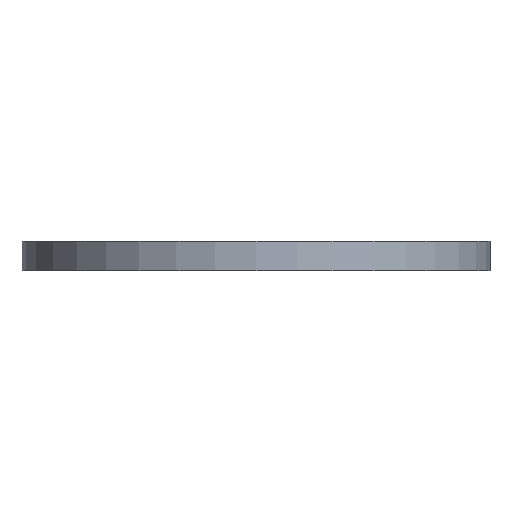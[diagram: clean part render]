
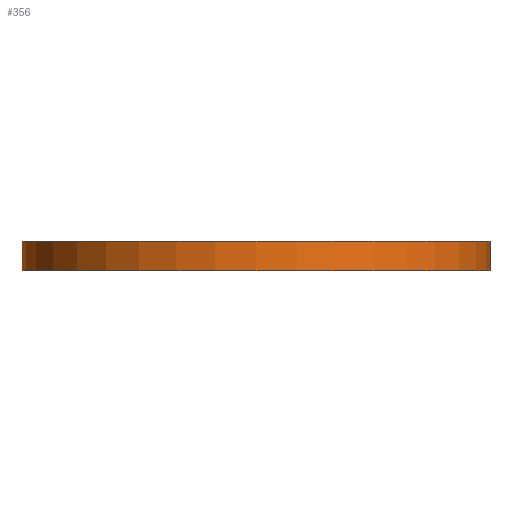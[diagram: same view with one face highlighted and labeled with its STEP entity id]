
A CAD part, front view. The second image highlights one B-rep face of the part: STEP entity #356.
In plain terms, the highlighted cylindrical face has radius 15.875 mm (diameter 31.75 mm), a partial arc.
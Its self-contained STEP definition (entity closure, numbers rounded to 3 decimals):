
#62 = CARTESIAN_POINT ( 'NONE',  ( -144.732, 98.886, 0. ) ) ;
#81 = VERTEX_POINT ( 'NONE', #62 ) ;
#83 = EDGE_LOOP ( 'NONE', ( #95, #405, #225, #128 ) ) ;
#95 = ORIENTED_EDGE ( 'NONE', *, *, #777, .F. ) ;
#103 = VERTEX_POINT ( 'NONE', #145 ) ;
#122 = EDGE_CURVE ( 'NONE', #244, #602, #845, .T. ) ;
#128 = ORIENTED_EDGE ( 'NONE', *, *, #896, .T. ) ;
#130 = DIRECTION ( 'NONE',  ( 0., 0., 1. ) ) ;
#145 = CARTESIAN_POINT ( 'NONE',  ( -144.732, 98.886, 2. ) ) ;
#159 = DIRECTION ( 'NONE',  ( 0., 0., -1. ) ) ;
#173 = LINE ( 'NONE', #370, #631 ) ;
#182 = AXIS2_PLACEMENT_3D ( 'NONE', #888, #201, #606 ) ;
#201 = DIRECTION ( 'NONE',  ( 0., 0., 1. ) ) ;
#205 = DIRECTION ( 'NONE',  ( 0., 0., -1. ) ) ;
#225 = ORIENTED_EDGE ( 'NONE', *, *, #122, .T. ) ;
#244 = VERTEX_POINT ( 'NONE', #801 ) ;
#265 = AXIS2_PLACEMENT_3D ( 'NONE', #686, #618, #560 ) ;
#284 = CARTESIAN_POINT ( 'NONE',  ( -176.482, 98.886, 0. ) ) ;
#327 = EDGE_CURVE ( 'NONE', #244, #103, #592, .T. ) ;
#342 = CIRCLE ( 'NONE', #182, 15.875 ) ;
#356 = ADVANCED_FACE ( 'NONE', ( #835 ), #707, .T. ) ;
#370 = CARTESIAN_POINT ( 'NONE',  ( -144.732, 98.886, 2. ) ) ;
#405 = ORIENTED_EDGE ( 'NONE', *, *, #327, .F. ) ;
#490 = DIRECTION ( 'NONE',  ( 1., 0., 0. ) ) ;
#560 = DIRECTION ( 'NONE',  ( -1., 0., 0. ) ) ;
#574 = CARTESIAN_POINT ( 'NONE',  ( -176.482, 98.886, 2. ) ) ;
#592 = CIRCLE ( 'NONE', #708, 15.875 ) ;
#602 = VERTEX_POINT ( 'NONE', #284 ) ;
#606 = DIRECTION ( 'NONE',  ( 1., 0., 0. ) ) ;
#618 = DIRECTION ( 'NONE',  ( 0., 0., -1. ) ) ;
#631 = VECTOR ( 'NONE', #159, 1000. ) ;
#686 = CARTESIAN_POINT ( 'NONE',  ( -160.607, 98.886, 2. ) ) ;
#707 = CYLINDRICAL_SURFACE ( 'NONE', #265, 15.875 ) ;
#708 = AXIS2_PLACEMENT_3D ( 'NONE', #760, #130, #490 ) ;
#760 = CARTESIAN_POINT ( 'NONE',  ( -160.607, 98.886, 2. ) ) ;
#777 = EDGE_CURVE ( 'NONE', #103, #81, #173, .T. ) ;
#782 = VECTOR ( 'NONE', #205, 1000. ) ;
#801 = CARTESIAN_POINT ( 'NONE',  ( -176.482, 98.886, 2. ) ) ;
#835 = FACE_OUTER_BOUND ( 'NONE', #83, .T. ) ;
#845 = LINE ( 'NONE', #574, #782 ) ;
#888 = CARTESIAN_POINT ( 'NONE',  ( -160.607, 98.886, 0. ) ) ;
#896 = EDGE_CURVE ( 'NONE', #602, #81, #342, .T. ) ;
